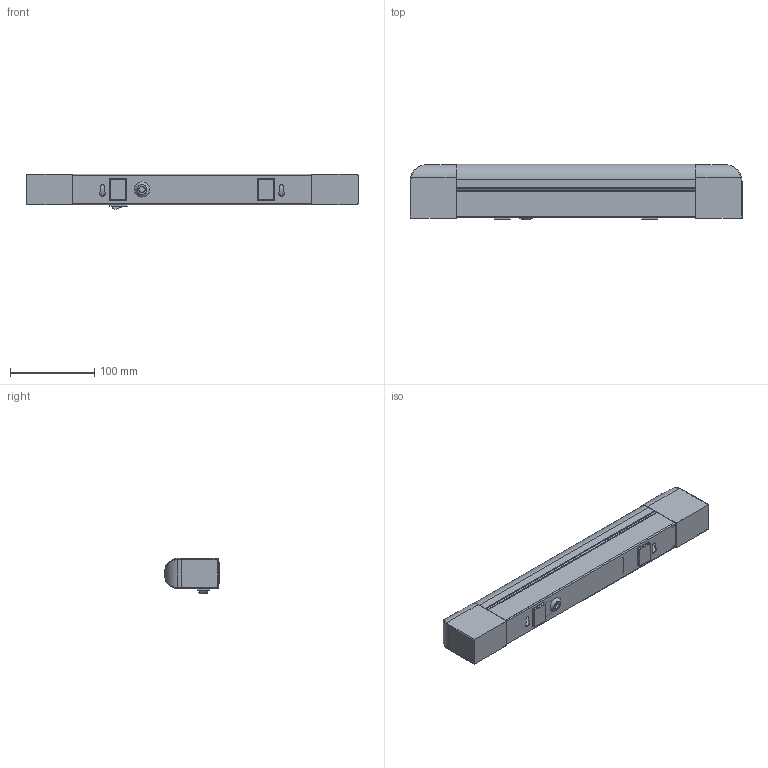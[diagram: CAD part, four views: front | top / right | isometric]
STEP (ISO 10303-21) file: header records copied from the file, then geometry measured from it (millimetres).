
FILE_DESCRIPTION (( 'STEP AP203' ), '1' );
FILE_NAME ('LLPO0-3011-1-10-K01 Ñâåòèëüíèê ËÏÎ3011 10Âò 230Â T8_G13 ÈÝÊ.STEP', '2017-07-04T11:48:00', ( '' ), ( '' ), 'SwSTEP 2.0', 'SolidWorks 2014', '' );
FILE_SCHEMA (( 'CONFIG_CONTROL_DESIGN' ));
Length unit declared in the file: millimetre
Products named in the file (1): LLPO0-3011-1-10-K01 Ñâåòèëüíèê ËÏÎ3011 10Âò 230Â T8_G13 ÈÝÊ
Bounding box: 395 x 66.02 x 42 mm (x, y, z)
Volume: 346661.1 mm3; surface area: 211980 mm2
Topology: 4 solids, 4 shells, 305 faces, 729 edges, 430 vertices
Faces by surface type: plane 174, cylinder 92, torus 16, bspline 12, sphere 8, cone 3
Full cylindrical faces by diameter (mm): 6.014 x1, 6.483 x1, 7.4 x1, 27 x1
Entity records: 9567 total; most frequent: CARTESIAN_POINT 2574, DIRECTION 1446, ORIENTED_EDGE 1410, EDGE_CURVE 705, AXIS2_PLACEMENT_3D 487, VECTOR 472, LINE 472, VERTEX_POINT 427
